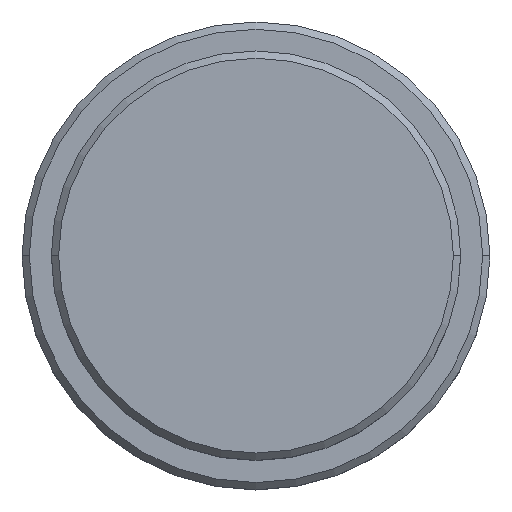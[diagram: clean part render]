
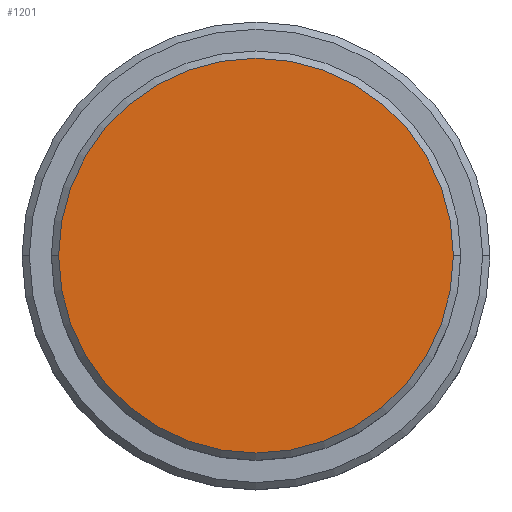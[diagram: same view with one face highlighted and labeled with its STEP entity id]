
A CAD part, top view. The second image highlights one B-rep face of the part: STEP entity #1201.
In plain terms, the highlighted planar face has unit normal (0, 0, 1).
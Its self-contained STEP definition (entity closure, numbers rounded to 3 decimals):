
#75 = VERTEX_POINT ( 'NONE', #936 ) ;
#90 = AXIS2_PLACEMENT_3D ( 'NONE', #986, #110, #230 ) ;
#110 = DIRECTION ( 'NONE',  ( 0., 0., 1. ) ) ;
#230 = DIRECTION ( 'NONE',  ( 1., 0., 0. ) ) ;
#334 = ORIENTED_EDGE ( 'NONE', *, *, #368, .T. ) ;
#368 = EDGE_CURVE ( 'NONE', #1152, #75, #1247, .T. ) ;
#379 = DIRECTION ( 'NONE',  ( 0., 0., 1. ) ) ;
#486 = DIRECTION ( 'NONE',  ( 1., 0., 0. ) ) ;
#621 = CARTESIAN_POINT ( 'NONE',  ( -13.5, 0., 0. ) ) ;
#659 = CARTESIAN_POINT ( 'NONE',  ( 0., 0., 0. ) ) ;
#675 = DIRECTION ( 'NONE',  ( 0., 0., 1. ) ) ;
#700 = AXIS2_PLACEMENT_3D ( 'NONE', #659, #675, #1322 ) ;
#807 = AXIS2_PLACEMENT_3D ( 'NONE', #1221, #379, #486 ) ;
#911 = ORIENTED_EDGE ( 'NONE', *, *, #1284, .T. ) ;
#936 = CARTESIAN_POINT ( 'NONE',  ( 13.5, 0., 0. ) ) ;
#986 = CARTESIAN_POINT ( 'NONE',  ( 0., 0., 0. ) ) ;
#1152 = VERTEX_POINT ( 'NONE', #621 ) ;
#1165 = CIRCLE ( 'NONE', #90, 13.5 ) ;
#1189 = EDGE_LOOP ( 'NONE', ( #334, #911 ) ) ;
#1201 = ADVANCED_FACE ( 'NONE', ( #1398 ), #1312, .T. ) ;
#1221 = CARTESIAN_POINT ( 'NONE',  ( 0., 0., 0. ) ) ;
#1247 = CIRCLE ( 'NONE', #807, 13.5 ) ;
#1284 = EDGE_CURVE ( 'NONE', #75, #1152, #1165, .T. ) ;
#1312 = PLANE ( 'NONE',  #700 ) ;
#1322 = DIRECTION ( 'NONE',  ( 1., 0., 0. ) ) ;
#1398 = FACE_OUTER_BOUND ( 'NONE', #1189, .T. ) ;
